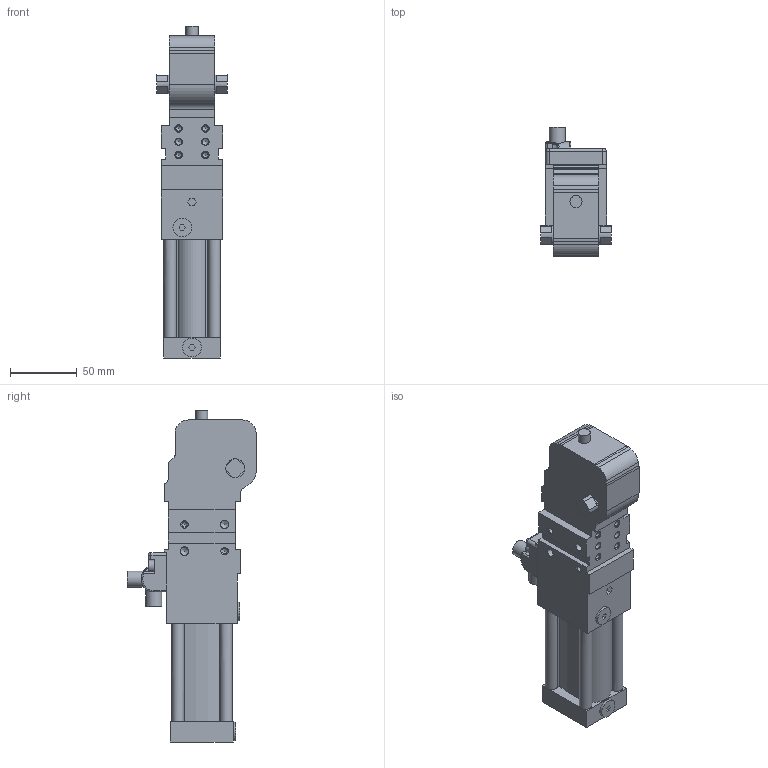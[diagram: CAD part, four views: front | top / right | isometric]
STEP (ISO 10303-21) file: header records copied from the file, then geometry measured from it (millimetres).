
FILE_DESCRIPTION(/* description */ (''),/* implementation_level */ '2;1');
FILE_NAME(/* name */ 'C1P32EG###.stp',/* time_stamp */ '2016-02-08T15:12:55+01:00',/* author */ ('donadda1'),/* organization */ ('Pneumax S.p.A.'),/* preprocessor_version */ 'ST-DEVELOPER v15.2',/* originating_system */ 'Autodesk Inventor 2014',/* authorisation */ '');
FILE_SCHEMA (('AUTOMOTIVE_DESIGN { 1 0 10303 214 3 1 1 }'));
Length unit declared in the file: millimetre
Products named in the file (4): CHIUSURA 32; SENSOR_PNX_CONN_90°; SENSOR_PNX; C1P32EG###
Bounding box: 53 x 96.67 x 248 mm (x, y, z)
Volume: 498096.7 mm3; surface area: 73141 mm2
Topology: 3 solids, 3 shells, 354 faces, 868 edges, 552 vertices
Faces by surface type: plane 179, cylinder 108, cone 48, bspline 9, torus 8, sphere 2
Full cylindrical faces by diameter (mm): 4.134 x14, 5 x8, 5.489 x4, 6 x4, 8.5 x4, 8.566 x2, 9 x1, 12 x2, 14 x4
Entity records: 9947 total; most frequent: CARTESIAN_POINT 1891, DIRECTION 1717, ORIENTED_EDGE 1490, EDGE_CURVE 745, AXIS2_PLACEMENT_3D 635, VERTEX_POINT 520, EDGE_LOOP 477, LINE 447
